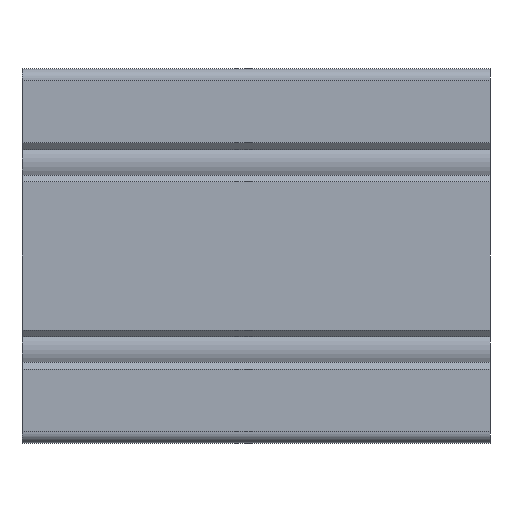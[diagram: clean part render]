
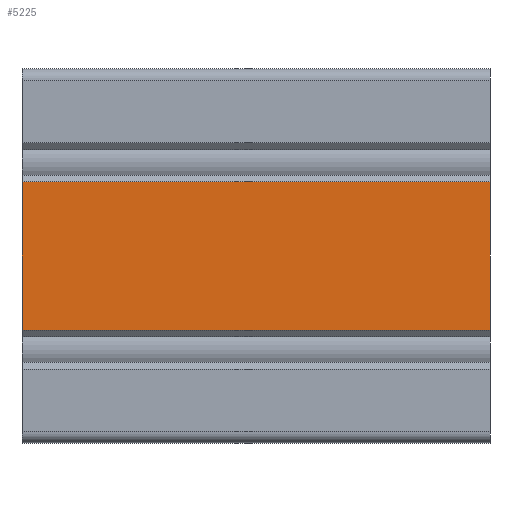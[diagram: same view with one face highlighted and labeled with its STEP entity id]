
A CAD part, front view. The second image highlights one B-rep face of the part: STEP entity #5225.
In plain terms, the highlighted planar face has unit normal (0, -1, 0).
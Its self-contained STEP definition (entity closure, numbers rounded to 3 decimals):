
#250 = EDGE_LOOP ( 'NONE', ( #3734, #3728, #3656, #3661 ) ) ;
#647 = LINE ( 'NONE', #660, #1412 ) ;
#657 = LINE ( 'NONE', #672, #1419 ) ;
#660 = CARTESIAN_POINT ( 'NONE',  ( 100., -20., 35.848 ) ) ;
#662 = DIRECTION ( 'NONE',  ( -1., 0., 0. ) ) ;
#665 = LINE ( 'NONE', #666, #1420 ) ;
#666 = CARTESIAN_POINT ( 'NONE',  ( 0., -20., 35.848 ) ) ;
#667 = DIRECTION ( 'NONE',  ( 0., 0., -1. ) ) ;
#668 = LINE ( 'NONE', #670, #1421 ) ;
#670 = CARTESIAN_POINT ( 'NONE',  ( 100., -20., 4.151 ) ) ;
#671 = DIRECTION ( 'NONE',  ( -1., 0., 0. ) ) ;
#672 = CARTESIAN_POINT ( 'NONE',  ( 100., -20., 35.848 ) ) ;
#673 = DIRECTION ( 'NONE',  ( 0., 0., -1. ) ) ;
#1412 = VECTOR ( 'NONE', #662, 1000. ) ;
#1419 = VECTOR ( 'NONE', #673, 1000. ) ;
#1420 = VECTOR ( 'NONE', #667, 1000. ) ;
#1421 = VECTOR ( 'NONE', #671, 1000. ) ;
#2105 = AXIS2_PLACEMENT_3D ( 'NONE', #3194, #3205, #3206 ) ;
#2843 = CARTESIAN_POINT ( 'NONE',  ( 0., -20., 4.151 ) ) ;
#2862 = CARTESIAN_POINT ( 'NONE',  ( 100., -20., 4.151 ) ) ;
#2867 = CARTESIAN_POINT ( 'NONE',  ( 0., -20., 35.848 ) ) ;
#2885 = CARTESIAN_POINT ( 'NONE',  ( 100., -20., 35.848 ) ) ;
#3194 = CARTESIAN_POINT ( 'NONE',  ( 100., -20., 35.848 ) ) ;
#3201 = FACE_OUTER_BOUND ( 'NONE', #250, .T. ) ;
#3202 = PLANE ( 'NONE',  #2105 ) ;
#3205 = DIRECTION ( 'NONE',  ( 0., 1., 0. ) ) ;
#3206 = DIRECTION ( 'NONE',  ( 0., 0., 1. ) ) ;
#3656 = ORIENTED_EDGE ( 'NONE', *, *, #5309, .F. ) ;
#3661 = ORIENTED_EDGE ( 'NONE', *, *, #5305, .T. ) ;
#3728 = ORIENTED_EDGE ( 'NONE', *, *, #5308, .F. ) ;
#3734 = ORIENTED_EDGE ( 'NONE', *, *, #5307, .T. ) ;
#3956 = VERTEX_POINT ( 'NONE', #2843 ) ;
#3975 = VERTEX_POINT ( 'NONE', #2862 ) ;
#3980 = VERTEX_POINT ( 'NONE', #2867 ) ;
#3998 = VERTEX_POINT ( 'NONE', #2885 ) ;
#5225 = ADVANCED_FACE ( 'NONE', ( #3201 ), #3202, .F. ) ;
#5305 = EDGE_CURVE ( 'NONE', #3998, #3980, #647, .T. ) ;
#5307 = EDGE_CURVE ( 'NONE', #3980, #3956, #665, .T. ) ;
#5308 = EDGE_CURVE ( 'NONE', #3975, #3956, #668, .T. ) ;
#5309 = EDGE_CURVE ( 'NONE', #3998, #3975, #657, .T. ) ;
